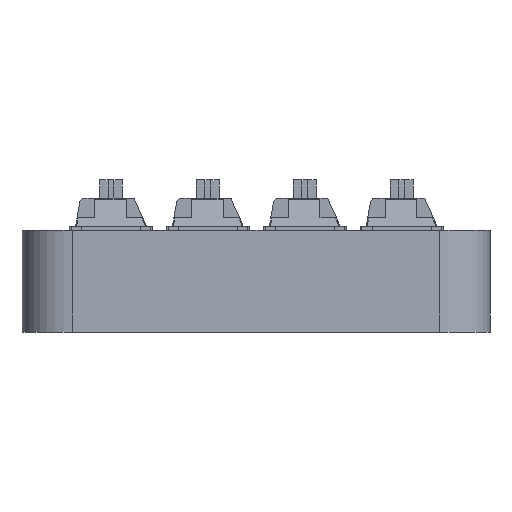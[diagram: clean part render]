
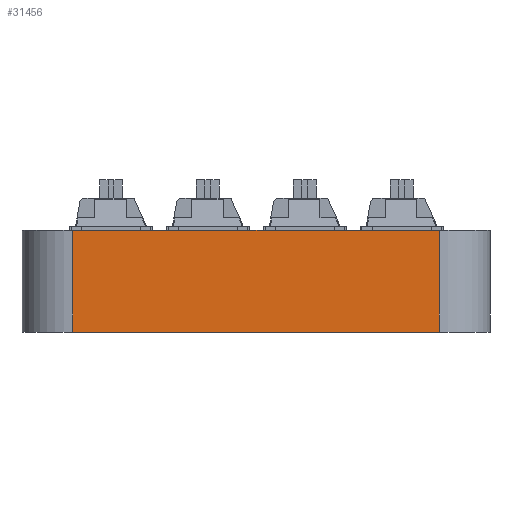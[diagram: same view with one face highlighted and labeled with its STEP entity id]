
A CAD part, left-side view. The second image highlights one B-rep face of the part: STEP entity #31456.
In plain terms, the highlighted planar face has unit normal (-1, 0, 0).
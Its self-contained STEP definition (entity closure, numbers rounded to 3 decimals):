
#2569=PLANE('',#34054);
#4191=FACE_OUTER_BOUND('',#6214,.T.);
#6214=EDGE_LOOP('',(#28659,#28660,#28661,#28662));
#10097=LINE('',#53055,#13214);
#10105=LINE('',#53082,#13222);
#10106=LINE('',#53083,#13223);
#10107=LINE('',#53084,#13224);
#13214=VECTOR('',#41547,10.);
#13222=VECTOR('',#41575,10.);
#13223=VECTOR('',#41576,10.);
#13224=VECTOR('',#41577,10.);
#16094=VERTEX_POINT('',#53052);
#16095=VERTEX_POINT('',#53054);
#16103=VERTEX_POINT('',#53080);
#16104=VERTEX_POINT('',#53081);
#20325=EDGE_CURVE('',#16094,#16095,#10097,.T.);
#20338=EDGE_CURVE('',#16103,#16104,#10105,.T.);
#20339=EDGE_CURVE('',#16104,#16095,#10106,.T.);
#20340=EDGE_CURVE('',#16103,#16094,#10107,.T.);
#28659=ORIENTED_EDGE('',*,*,#20338,.T.);
#28660=ORIENTED_EDGE('',*,*,#20339,.T.);
#28661=ORIENTED_EDGE('',*,*,#20325,.F.);
#28662=ORIENTED_EDGE('',*,*,#20340,.F.);
#31456=ADVANCED_FACE('',(#4191),#2569,.T.);
#34054=AXIS2_PLACEMENT_3D('',#53079,#41573,#41574);
#41547=DIRECTION('',(0.,-1.,0.));
#41573=DIRECTION('center_axis',(-1.,0.,0.));
#41574=DIRECTION('ref_axis',(0.,-1.,0.));
#41575=DIRECTION('',(0.,-1.,0.));
#41576=DIRECTION('',(0.,0.,1.));
#41577=DIRECTION('',(0.,0.,1.));
#53052=CARTESIAN_POINT('',(-46.056,36.003,20.));
#53054=CARTESIAN_POINT('',(-46.056,-36.003,20.));
#53055=CARTESIAN_POINT('',(-46.056,36.003,20.));
#53079=CARTESIAN_POINT('Origin',(-46.056,36.003,0.));
#53080=CARTESIAN_POINT('',(-46.056,36.003,0.));
#53081=CARTESIAN_POINT('',(-46.056,-36.003,0.));
#53082=CARTESIAN_POINT('',(-46.056,36.003,0.));
#53083=CARTESIAN_POINT('',(-46.056,-36.003,0.));
#53084=CARTESIAN_POINT('',(-46.056,36.003,0.));
